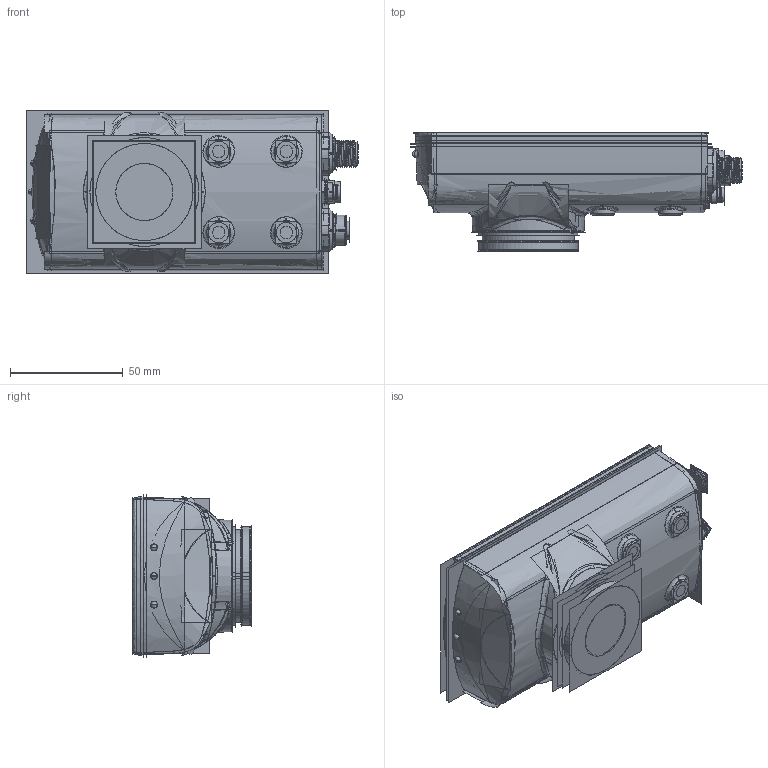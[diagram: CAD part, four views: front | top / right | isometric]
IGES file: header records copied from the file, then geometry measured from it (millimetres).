
Start section:  PTC IGES file: 146045_sm01.igs
Global section: file name: 146045_sm01.igs; native system: Creo Parametric by PTC Inc.; preprocessor: 2022414; author: banengservice; organization: Unknown; date: 20250710.091823; units: millimetre
Bounding box: 147.3 x 52.45 x 72.67 mm (x, y, z)
Volume: 315328.5 mm3; surface area: 200133.1 mm2
Topology: 1 solids, 4 shells, 1568 faces, 7879 edges, 9910 vertices
Faces by surface type: revolution 834, bspline 720, extrusion 14
